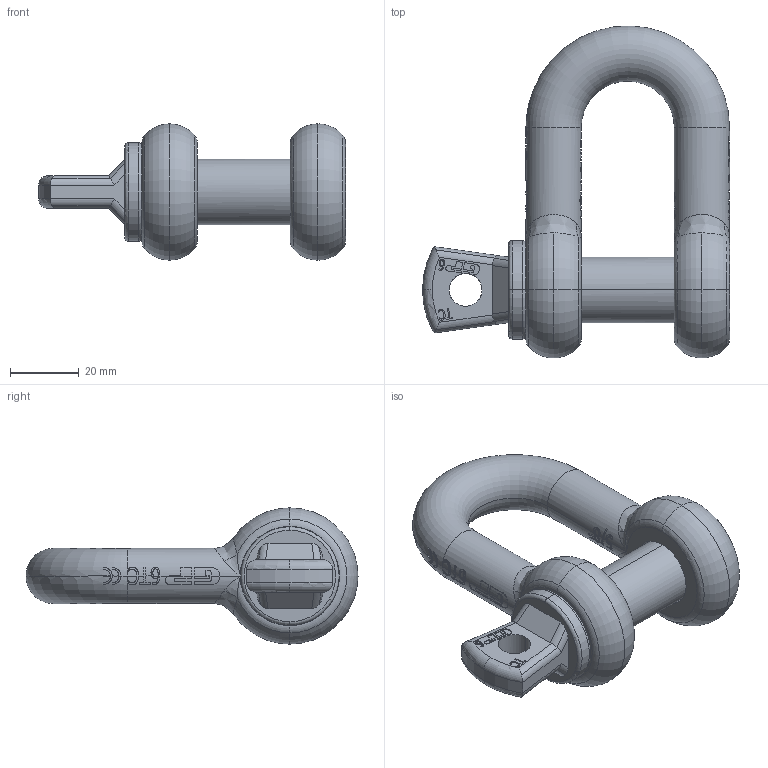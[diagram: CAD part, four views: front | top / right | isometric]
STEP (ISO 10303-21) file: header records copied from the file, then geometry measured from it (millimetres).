
FILE_DESCRIPTION(('STEP AP214'),'1');
FILE_NAME('gpgdbb16.stp','2017-04-07T04:17:49',('TraceParts'),('TraceParts S.A.'),'Spatial InterOp 3D',' ',' ');
FILE_SCHEMA(('automotive_design'));
Length unit declared in the file: millimetre
Products named in the file (2): gpgdbb16_1; gpgdbb16_2
Bounding box: 89 x 96.23 x 39.5 mm (x, y, z)
Volume: 74337.5 mm3; surface area: 21656.9 mm2
Topology: 2 solids, 2 shells, 671 faces, 2232 edges, 1569 vertices
Faces by surface type: bspline 254, plane 228, cylinder 146, torus 40, cone 3
Entity records: 34662 total; most frequent: CARTESIAN_POINT 13166, ORIENTED_EDGE 4448, EDGE_CURVE 2224, DIRECTION 1729, VERTEX_POINT 1569, B_SPLINE_CURVE_WITH_KNOTS 1480, EDGE_LOOP 689, STYLED_ITEM 673
